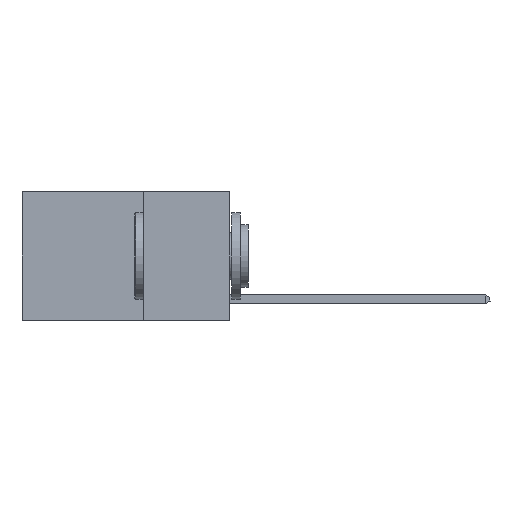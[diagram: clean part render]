
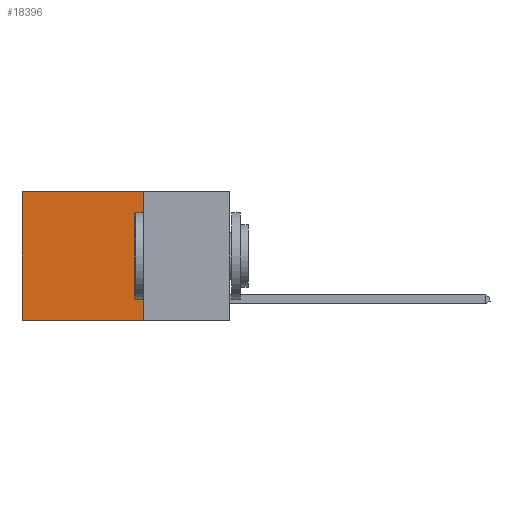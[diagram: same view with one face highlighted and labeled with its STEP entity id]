
A CAD part, left-side view. The second image highlights one B-rep face of the part: STEP entity #18396.
In plain terms, the highlighted planar face has unit normal (-1, 0, 0).
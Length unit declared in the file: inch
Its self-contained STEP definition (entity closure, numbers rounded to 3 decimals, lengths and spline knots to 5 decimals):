
#1434 = VECTOR ( 'NONE', #15452, 39.37008 ) ;
#2233 = EDGE_LOOP ( 'NONE', ( #26634, #16119, #14555, #17653 ) ) ;
#2269 = VERTEX_POINT ( 'NONE', #24241 ) ;
#2782 = LINE ( 'NONE', #4199, #18686 ) ;
#2967 = CARTESIAN_POINT ( 'NONE',  ( 0.2625, 0.25, -0.37 ) ) ;
#3254 = EDGE_CURVE ( 'NONE', #8278, #20206, #12504, .T. ) ;
#3757 = PLANE ( 'NONE',  #13561 ) ;
#4199 = CARTESIAN_POINT ( 'NONE',  ( 0.2625, 0.25, 0. ) ) ;
#6851 = CARTESIAN_POINT ( 'NONE',  ( 0.2625, 0.25, -0.37 ) ) ;
#7792 = LINE ( 'NONE', #20721, #13350 ) ;
#7936 = DIRECTION ( 'NONE',  ( 1., 0., 0. ) ) ;
#8278 = VERTEX_POINT ( 'NONE', #6851 ) ;
#8576 = VECTOR ( 'NONE', #10953, 39.37008 ) ;
#10953 = DIRECTION ( 'NONE',  ( 0., 1., 0. ) ) ;
#11582 = FACE_OUTER_BOUND ( 'NONE', #2233, .T. ) ;
#12504 = LINE ( 'NONE', #2967, #1434 ) ;
#13350 = VECTOR ( 'NONE', #18650, 39.37008 ) ;
#13561 = AXIS2_PLACEMENT_3D ( 'NONE', #20340, #7936, #22383 ) ;
#14518 = CARTESIAN_POINT ( 'NONE',  ( 0.2625, 0.25, 0. ) ) ;
#14555 = ORIENTED_EDGE ( 'NONE', *, *, #18557, .F. ) ;
#14648 = VERTEX_POINT ( 'NONE', #14518 ) ;
#15452 = DIRECTION ( 'NONE',  ( 0., 1., 0. ) ) ;
#15974 = EDGE_CURVE ( 'NONE', #2269, #20206, #7792, .T. ) ;
#16119 = ORIENTED_EDGE ( 'NONE', *, *, #3254, .F. ) ;
#16655 = DIRECTION ( 'NONE',  ( 0., 0., -1. ) ) ;
#17653 = ORIENTED_EDGE ( 'NONE', *, *, #25588, .T. ) ;
#18396 = ADVANCED_FACE ( 'NONE', ( #11582 ), #3757, .F. ) ;
#18493 = CARTESIAN_POINT ( 'NONE',  ( 0.2625, 0.6, -0.37 ) ) ;
#18557 = EDGE_CURVE ( 'NONE', #14648, #8278, #2782, .T. ) ;
#18650 = DIRECTION ( 'NONE',  ( 0., 0., -1. ) ) ;
#18686 = VECTOR ( 'NONE', #16655, 39.37008 ) ;
#20206 = VERTEX_POINT ( 'NONE', #18493 ) ;
#20247 = LINE ( 'NONE', #21235, #8576 ) ;
#20340 = CARTESIAN_POINT ( 'NONE',  ( 0.2625, 0.25, 0. ) ) ;
#20721 = CARTESIAN_POINT ( 'NONE',  ( 0.2625, 0.6, 0. ) ) ;
#21235 = CARTESIAN_POINT ( 'NONE',  ( 0.2625, 0.25, 0. ) ) ;
#22383 = DIRECTION ( 'NONE',  ( 0., 0., -1. ) ) ;
#24241 = CARTESIAN_POINT ( 'NONE',  ( 0.2625, 0.6, 0. ) ) ;
#25588 = EDGE_CURVE ( 'NONE', #14648, #2269, #20247, .T. ) ;
#26634 = ORIENTED_EDGE ( 'NONE', *, *, #15974, .T. ) ;
